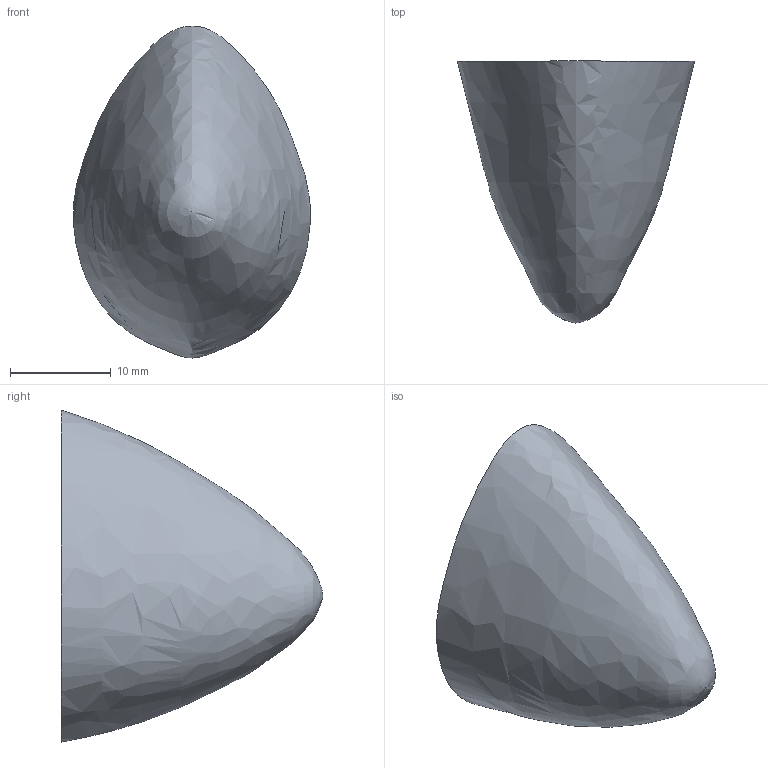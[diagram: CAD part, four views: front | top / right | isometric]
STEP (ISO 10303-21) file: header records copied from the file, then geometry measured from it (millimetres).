
FILE_DESCRIPTION(/* description */ (''),/* implementation_level */ '2;1');
FILE_NAME(/* name */ 'Shell_1.step',/* time_stamp */ '2025-08-14T15:07:09+01:00',/* author */ (''),/* organization */ (''),/* preprocessor_version */ 'ST-DEVELOPER v20.1',/* originating_system */ 'Autodesk Translation Framework v14.10.0.0',/* authorisation */ '');
FILE_SCHEMA (('AUTOMOTIVE_DESIGN { 1 0 10303 214 3 1 1 }'));
Length unit declared in the file: millimetre
Products named in the file (1): Shell_1
Bounding box: 23.55 x 26 x 32.98 mm (x, y, z)
Volume: 1544.6 mm3; surface area: 3183.2 mm2
Topology: 1 solids, 1 shells, 20 faces, 50 edges, 32 vertices
Faces by surface type: plane 9, cylinder 6, bspline 5
Full cylindrical faces by diameter (mm): 1 x2
Entity records: 5947 total; most frequent: CARTESIAN_POINT 5474, ORIENTED_EDGE 98, DIRECTION 71, EDGE_CURVE 49, VERTEX_POINT 32, EDGE_LOOP 26, AXIS2_PLACEMENT_3D 26, FACE_OUTER_BOUND 20
